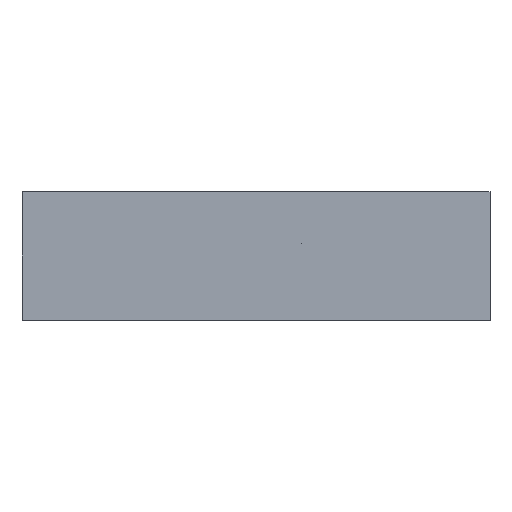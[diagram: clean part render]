
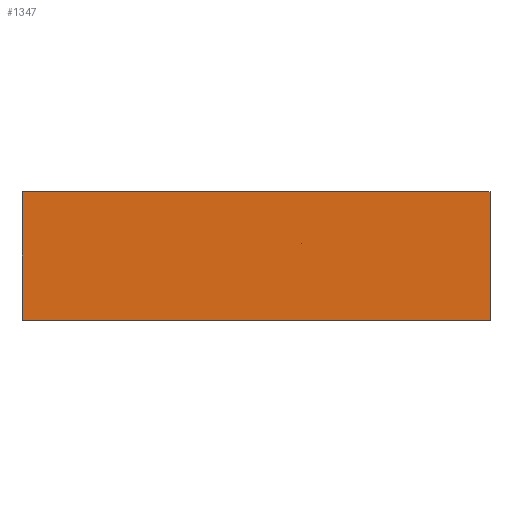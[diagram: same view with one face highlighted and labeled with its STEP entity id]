
A CAD part, front view. The second image highlights one B-rep face of the part: STEP entity #1347.
In plain terms, the highlighted planar face has unit normal (0, -1, 0).
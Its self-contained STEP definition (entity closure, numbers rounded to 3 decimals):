
#158 = DIRECTION ( 'NONE',  ( 1., 0., 0. ) ) ;
#200 = EDGE_CURVE ( 'NONE', #1171, #701, #213, .T. ) ;
#213 = LINE ( 'NONE', #423, #808 ) ;
#223 = VECTOR ( 'NONE', #810, 1000. ) ;
#255 = EDGE_LOOP ( 'NONE', ( #1275, #1266, #1100, #1194 ) ) ;
#340 = VECTOR ( 'NONE', #429, 1000. ) ;
#361 = LINE ( 'NONE', #1034, #223 ) ;
#415 = CARTESIAN_POINT ( 'NONE',  ( 9.1, -9.1, -9. ) ) ;
#423 = CARTESIAN_POINT ( 'NONE',  ( -9.1, -9.1, -9. ) ) ;
#429 = DIRECTION ( 'NONE',  ( 0., 0., 1. ) ) ;
#498 = LINE ( 'NONE', #843, #1238 ) ;
#546 = EDGE_CURVE ( 'NONE', #1221, #1459, #498, .T. ) ;
#578 = CARTESIAN_POINT ( 'NONE',  ( -9.1, -9.1, -9. ) ) ;
#604 = PLANE ( 'NONE',  #844 ) ;
#637 = EDGE_CURVE ( 'NONE', #701, #1221, #1460, .T. ) ;
#661 = CARTESIAN_POINT ( 'NONE',  ( -9.1, -9.1, -4. ) ) ;
#701 = VERTEX_POINT ( 'NONE', #415 ) ;
#724 = EDGE_CURVE ( 'NONE', #1171, #1459, #361, .T. ) ;
#777 = DIRECTION ( 'NONE',  ( 1., 0., 0. ) ) ;
#808 = VECTOR ( 'NONE', #777, 1000. ) ;
#810 = DIRECTION ( 'NONE',  ( 0., 0., 1. ) ) ;
#814 = DIRECTION ( 'NONE',  ( 0., -1., 0. ) ) ;
#843 = CARTESIAN_POINT ( 'NONE',  ( 9.1, -9.1, -4. ) ) ;
#844 = AXIS2_PLACEMENT_3D ( 'NONE', #945, #814, #158 ) ;
#923 = CARTESIAN_POINT ( 'NONE',  ( 9.1, -9.1, -4. ) ) ;
#930 = FACE_OUTER_BOUND ( 'NONE', #255, .T. ) ;
#945 = CARTESIAN_POINT ( 'NONE',  ( 9.1, -9.1, -6. ) ) ;
#951 = DIRECTION ( 'NONE',  ( -1., 0., 0. ) ) ;
#1034 = CARTESIAN_POINT ( 'NONE',  ( -9.1, -9.1, -6. ) ) ;
#1100 = ORIENTED_EDGE ( 'NONE', *, *, #724, .F. ) ;
#1171 = VERTEX_POINT ( 'NONE', #578 ) ;
#1194 = ORIENTED_EDGE ( 'NONE', *, *, #200, .T. ) ;
#1221 = VERTEX_POINT ( 'NONE', #923 ) ;
#1238 = VECTOR ( 'NONE', #951, 1000. ) ;
#1266 = ORIENTED_EDGE ( 'NONE', *, *, #546, .T. ) ;
#1275 = ORIENTED_EDGE ( 'NONE', *, *, #637, .T. ) ;
#1342 = CARTESIAN_POINT ( 'NONE',  ( 9.1, -9.1, -6. ) ) ;
#1347 = ADVANCED_FACE ( 'NONE', ( #930 ), #604, .T. ) ;
#1459 = VERTEX_POINT ( 'NONE', #661 ) ;
#1460 = LINE ( 'NONE', #1342, #340 ) ;
